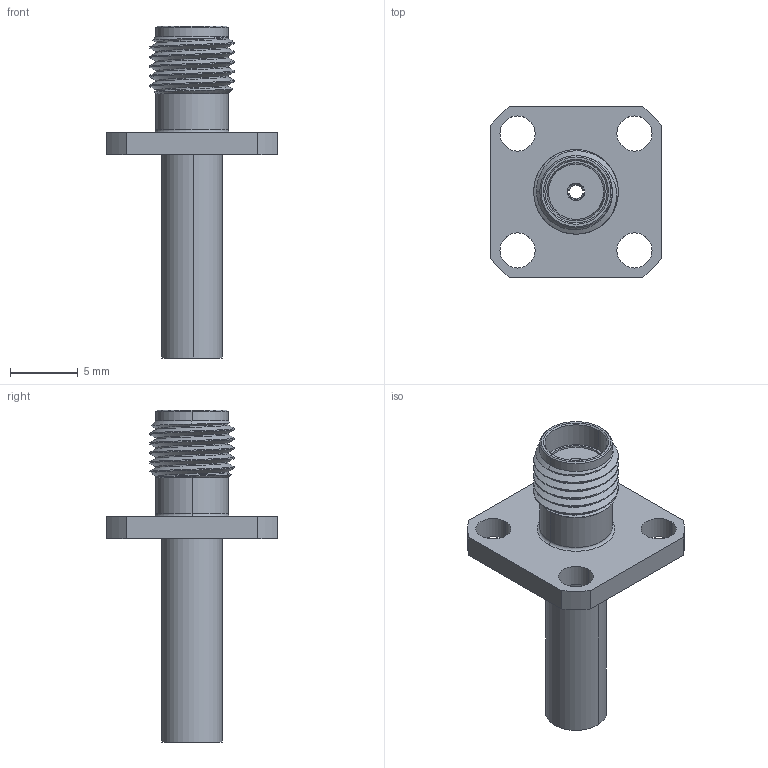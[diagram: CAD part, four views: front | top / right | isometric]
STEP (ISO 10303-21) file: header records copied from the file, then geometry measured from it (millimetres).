
FILE_DESCRIPTION (( 'STEP AP214' ), '1' );
FILE_NAME ('30-278-D3-AD.STEP', '2024-05-20T14:01:23', ( '' ), ( '' ), 'SwSTEP 2.0', 'SolidWorks 2023', '' );
FILE_SCHEMA (( 'AUTOMOTIVE_DESIGN' ));
Length unit declared in the file: millimetre
Products named in the file (1): 30-278-D3-AD
Bounding box: 12.7 x 12.7 x 24.53 mm (x, y, z)
Surface area: 1047.3 mm2 (no closed solid volume)
Topology: 0 solids, 5 shells, 65 faces, 172 edges, 115 vertices
Faces by surface type: cylinder 35, cone 13, plane 12, bspline 3, torus 2
Entity records: 3000 total; most frequent: CARTESIAN_POINT 1409, DIRECTION 333, ORIENTED_EDGE 320, EDGE_CURVE 172, AXIS2_PLACEMENT_3D 136, VERTEX_POINT 115, EDGE_LOOP 79, CIRCLE 73
